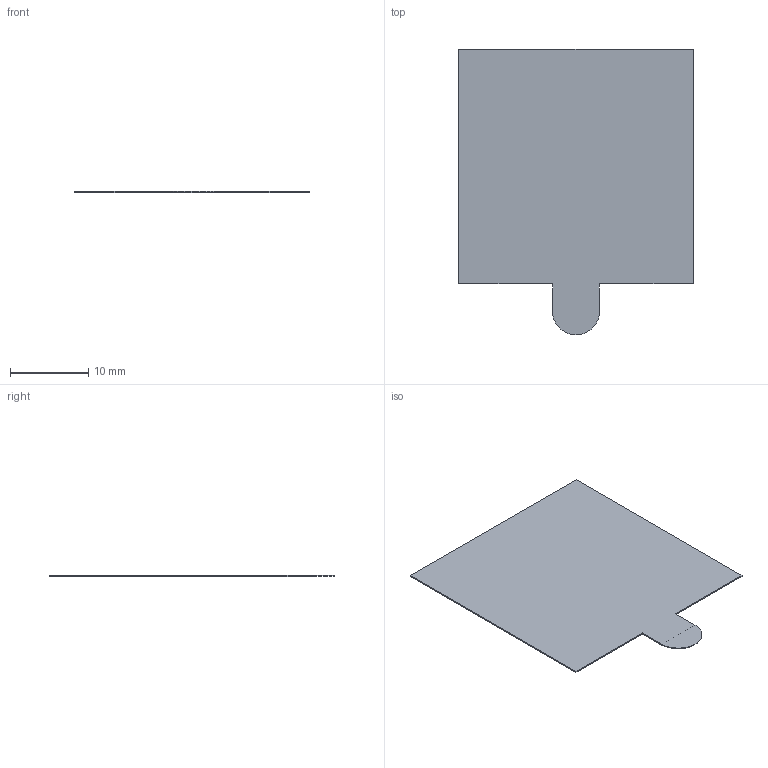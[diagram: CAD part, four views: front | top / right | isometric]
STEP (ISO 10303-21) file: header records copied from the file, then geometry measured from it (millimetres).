
FILE_DESCRIPTION (( 'STEP AP214' ), '1' );
FILE_NAME ('FXR.3030.A_Web.STEP', '2024-08-01T02:17:13', ( '' ), ( '' ), 'SwSTEP 2.0', 'SolidWorks 2022', '' );
FILE_SCHEMA (( 'AUTOMOTIVE_DESIGN' ));
Length unit declared in the file: millimetre
Products named in the file (1): FXR.3030.A_Web
Bounding box: 30 x 36.5 x 0.17 mm (x, y, z)
Volume: 149.1 mm3; surface area: 1892.8 mm2
Topology: 1 solids, 1 shells, 356 faces, 961 edges, 640 vertices
Faces by surface type: plane 208, bspline 147, cylinder 1
Entity records: 18896 total; most frequent: CARTESIAN_POINT 7057, ORIENTED_EDGE 1922, DIRECTION 1089, EDGE_CURVE 961, VECTOR 665, LINE 665, VERTEX_POINT 640, EDGE_LOOP 389
